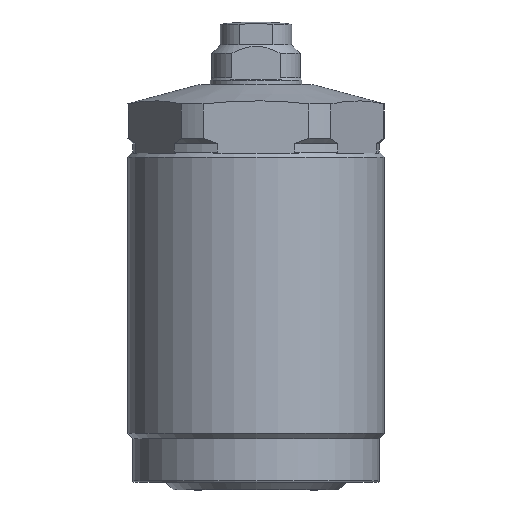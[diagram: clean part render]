
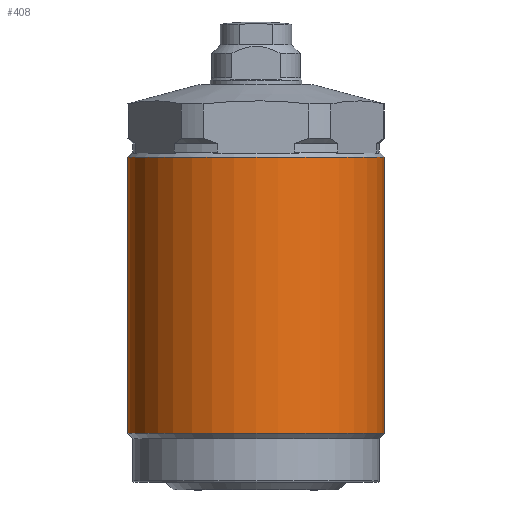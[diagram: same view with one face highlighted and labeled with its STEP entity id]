
A CAD part, front view. The second image highlights one B-rep face of the part: STEP entity #408.
In plain terms, the highlighted cylindrical face has radius 22.5 mm (diameter 45 mm), a partial arc.
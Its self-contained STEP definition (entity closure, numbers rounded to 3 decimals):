
#32 = EDGE_CURVE ( 'NONE', #930, #960, #1038, .T. ) ;
#407 = EDGE_CURVE ( 'NONE', #931, #930, #1774, .T. ) ;
#408 = ADVANCED_FACE ( 'NONE', ( #1770 ), #1769, .T. ) ;
#409 = EDGE_LOOP ( 'NONE', ( #410, #411, #412, #413 ) ) ;
#410 = ORIENTED_EDGE ( 'NONE', *, *, #991, .F. ) ;
#411 = ORIENTED_EDGE ( 'NONE', *, *, #407, .T. ) ;
#412 = ORIENTED_EDGE ( 'NONE', *, *, #32, .T. ) ;
#413 = ORIENTED_EDGE ( 'NONE', *, *, #414, .F. ) ;
#414 = EDGE_CURVE ( 'NONE', #969, #960, #1767, .T. ) ;
#930 = VERTEX_POINT ( 'NONE', #2649 ) ;
#931 = VERTEX_POINT ( 'NONE', #2648 ) ;
#960 = VERTEX_POINT ( 'NONE', #2709 ) ;
#969 = VERTEX_POINT ( 'NONE', #2758 ) ;
#991 = EDGE_CURVE ( 'NONE', #931, #969, #2743, .T. ) ;
#1035 = DIRECTION ( 'NONE',  ( 0., 0., 1. ) ) ;
#1036 = VECTOR ( 'NONE', #1035, 1000. ) ;
#1037 = CARTESIAN_POINT ( 'NONE',  ( 22.5, 0., 9.8 ) ) ;
#1038 = LINE ( 'NONE', #1037, #1036 ) ;
#1724 = CARTESIAN_POINT ( 'NONE',  ( 0., 0., -61.1 ) ) ;
#1760 = DIRECTION ( 'NONE',  ( 1., 0., 0. ) ) ;
#1761 = DIRECTION ( 'NONE',  ( 0., 0., 1. ) ) ;
#1762 = CARTESIAN_POINT ( 'NONE',  ( 0., 0., -12.7 ) ) ;
#1763 = AXIS2_PLACEMENT_3D ( 'NONE', #1762, #1761, #1760 ) ;
#1764 = DIRECTION ( 'NONE',  ( 1., 0., 0. ) ) ;
#1765 = DIRECTION ( 'NONE',  ( 0., 0., 1. ) ) ;
#1766 = AXIS2_PLACEMENT_3D ( 'NONE', #1768, #1765, #1764 ) ;
#1767 = CIRCLE ( 'NONE', #1763, 22.5 ) ;
#1768 = CARTESIAN_POINT ( 'NONE',  ( 0., 0., 9.8 ) ) ;
#1769 = CYLINDRICAL_SURFACE ( 'NONE', #1766, 22.5 ) ;
#1770 = FACE_OUTER_BOUND ( 'NONE', #409, .T. ) ;
#1771 = DIRECTION ( 'NONE',  ( 1., 0., 0. ) ) ;
#1772 = DIRECTION ( 'NONE',  ( 0., 0., 1. ) ) ;
#1773 = AXIS2_PLACEMENT_3D ( 'NONE', #1724, #1772, #1771 ) ;
#1774 = CIRCLE ( 'NONE', #1773, 22.5 ) ;
#2648 = CARTESIAN_POINT ( 'NONE',  ( -22.5, 0., -61.1 ) ) ;
#2649 = CARTESIAN_POINT ( 'NONE',  ( 22.5, 0., -61.1 ) ) ;
#2709 = CARTESIAN_POINT ( 'NONE',  ( 22.5, 0., -12.7 ) ) ;
#2740 = DIRECTION ( 'NONE',  ( 0., 0., 1. ) ) ;
#2741 = VECTOR ( 'NONE', #2740, 1000. ) ;
#2742 = CARTESIAN_POINT ( 'NONE',  ( -22.5, 0., 9.8 ) ) ;
#2743 = LINE ( 'NONE', #2742, #2741 ) ;
#2758 = CARTESIAN_POINT ( 'NONE',  ( -22.5, 0., -12.7 ) ) ;
